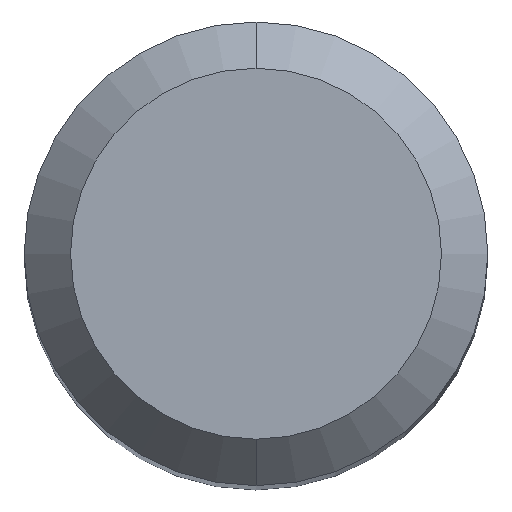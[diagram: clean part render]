
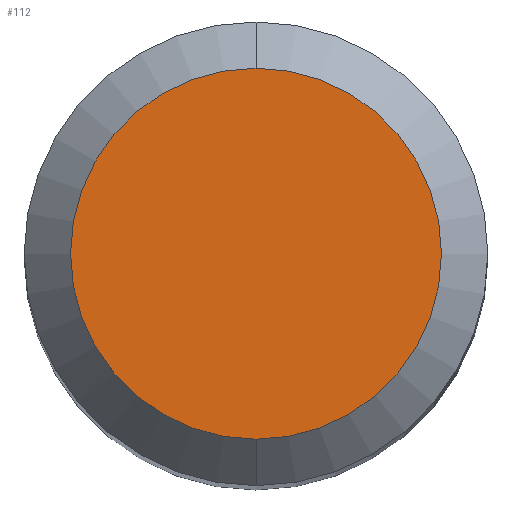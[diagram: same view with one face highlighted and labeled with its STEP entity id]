
A CAD part, top view. The second image highlights one B-rep face of the part: STEP entity #112.
In plain terms, the highlighted planar face has unit normal (0, 0, 1).
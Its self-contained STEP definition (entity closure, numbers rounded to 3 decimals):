
#16 = DIRECTION ( 'NONE',  ( 0., 0., 1. ) ) ;
#31 = VERTEX_POINT ( 'NONE', #111 ) ;
#36 = DIRECTION ( 'NONE',  ( 0., 0., 1. ) ) ;
#58 = AXIS2_PLACEMENT_3D ( 'NONE', #299, #173, #242 ) ;
#79 = DIRECTION ( 'NONE',  ( 0., -1., 0. ) ) ;
#107 = AXIS2_PLACEMENT_3D ( 'NONE', #246, #16, #274 ) ;
#111 = CARTESIAN_POINT ( 'NONE',  ( 0., -3.2, 63. ) ) ;
#112 = ADVANCED_FACE ( 'NONE', ( #319 ), #132, .T. ) ;
#114 = EDGE_LOOP ( 'NONE', ( #218, #228 ) ) ;
#132 = PLANE ( 'NONE',  #256 ) ;
#171 = CIRCLE ( 'NONE', #58, 3.2 ) ;
#173 = DIRECTION ( 'NONE',  ( 0., 0., 1. ) ) ;
#175 = EDGE_CURVE ( 'NONE', #31, #334, #171, .T. ) ;
#205 = EDGE_CURVE ( 'NONE', #334, #31, #301, .T. ) ;
#216 = CARTESIAN_POINT ( 'NONE',  ( 0., 0., 63. ) ) ;
#218 = ORIENTED_EDGE ( 'NONE', *, *, #205, .T. ) ;
#224 = CARTESIAN_POINT ( 'NONE',  ( 0., 3.2, 63. ) ) ;
#228 = ORIENTED_EDGE ( 'NONE', *, *, #175, .T. ) ;
#242 = DIRECTION ( 'NONE',  ( 0., -1., 0. ) ) ;
#246 = CARTESIAN_POINT ( 'NONE',  ( 0., 0., 63. ) ) ;
#256 = AXIS2_PLACEMENT_3D ( 'NONE', #216, #36, #79 ) ;
#274 = DIRECTION ( 'NONE',  ( 0., -1., 0. ) ) ;
#299 = CARTESIAN_POINT ( 'NONE',  ( 0., 0., 63. ) ) ;
#301 = CIRCLE ( 'NONE', #107, 3.2 ) ;
#319 = FACE_OUTER_BOUND ( 'NONE', #114, .T. ) ;
#334 = VERTEX_POINT ( 'NONE', #224 ) ;
